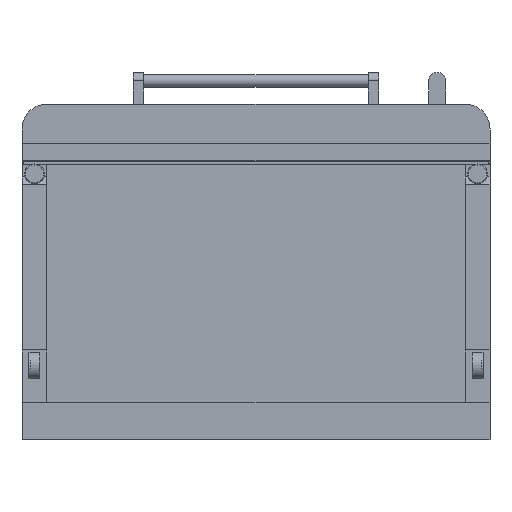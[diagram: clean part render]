
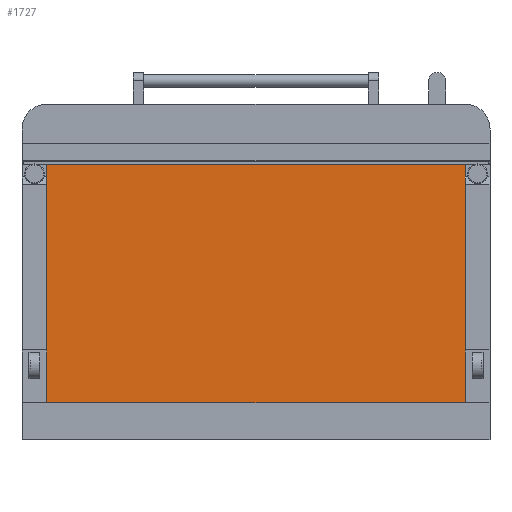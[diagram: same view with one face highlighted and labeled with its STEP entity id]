
A CAD part, front view. The second image highlights one B-rep face of the part: STEP entity #1727.
In plain terms, the highlighted planar face has unit normal (0, -1, 0).
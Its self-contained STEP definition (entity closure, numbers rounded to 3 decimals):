
#101 = ORIENTED_EDGE ( 'NONE', *, *, #2894, .T. ) ;
#235 = EDGE_CURVE ( 'NONE', #2222, #1320, #3355, .T. ) ;
#259 = CARTESIAN_POINT ( 'NONE',  ( 396., -928.35, -210.4 ) ) ;
#461 = DIRECTION ( 'NONE',  ( 0., 0., 1. ) ) ;
#490 = VECTOR ( 'NONE', #2214, 1000. ) ;
#589 = DIRECTION ( 'NONE',  ( 0., 0., 1. ) ) ;
#644 = AXIS2_PLACEMENT_3D ( 'NONE', #2393, #779, #461 ) ;
#779 = DIRECTION ( 'NONE',  ( 0., 1., 0. ) ) ;
#791 = LINE ( 'NONE', #2184, #490 ) ;
#833 = LINE ( 'NONE', #2508, #3587 ) ;
#854 = CARTESIAN_POINT ( 'NONE',  ( 443., -928.35, -210.4 ) ) ;
#921 = CARTESIAN_POINT ( 'NONE',  ( 396., -928.35, 240. ) ) ;
#987 = ORIENTED_EDGE ( 'NONE', *, *, #1519, .T. ) ;
#1320 = VERTEX_POINT ( 'NONE', #3799 ) ;
#1494 = DIRECTION ( 'NONE',  ( 1., 0., 0. ) ) ;
#1519 = EDGE_CURVE ( 'NONE', #1531, #2165, #1552, .T. ) ;
#1531 = VERTEX_POINT ( 'NONE', #2417 ) ;
#1552 = LINE ( 'NONE', #854, #2236 ) ;
#1556 = DIRECTION ( 'NONE',  ( 1., 0., 0. ) ) ;
#1582 = VECTOR ( 'NONE', #1556, 1000. ) ;
#1727 = ADVANCED_FACE ( 'NONE', ( #3943 ), #3371, .F. ) ;
#2165 = VERTEX_POINT ( 'NONE', #259 ) ;
#2184 = CARTESIAN_POINT ( 'NONE',  ( 396., -928.35, -280. ) ) ;
#2214 = DIRECTION ( 'NONE',  ( 0., 0., 1. ) ) ;
#2222 = VERTEX_POINT ( 'NONE', #3841 ) ;
#2236 = VECTOR ( 'NONE', #1494, 1000. ) ;
#2393 = CARTESIAN_POINT ( 'NONE',  ( 396., -928.35, -280. ) ) ;
#2417 = CARTESIAN_POINT ( 'NONE',  ( -396., -928.35, -210.4 ) ) ;
#2508 = CARTESIAN_POINT ( 'NONE',  ( -396., -928.35, -280. ) ) ;
#2674 = EDGE_LOOP ( 'NONE', ( #2764, #987, #101, #2866 ) ) ;
#2764 = ORIENTED_EDGE ( 'NONE', *, *, #3017, .F. ) ;
#2866 = ORIENTED_EDGE ( 'NONE', *, *, #235, .F. ) ;
#2894 = EDGE_CURVE ( 'NONE', #2165, #1320, #791, .T. ) ;
#3017 = EDGE_CURVE ( 'NONE', #1531, #2222, #833, .T. ) ;
#3355 = LINE ( 'NONE', #921, #1582 ) ;
#3371 = PLANE ( 'NONE',  #644 ) ;
#3587 = VECTOR ( 'NONE', #589, 1000. ) ;
#3799 = CARTESIAN_POINT ( 'NONE',  ( 396., -928.35, 240. ) ) ;
#3841 = CARTESIAN_POINT ( 'NONE',  ( -396., -928.35, 240. ) ) ;
#3943 = FACE_OUTER_BOUND ( 'NONE', #2674, .T. ) ;
